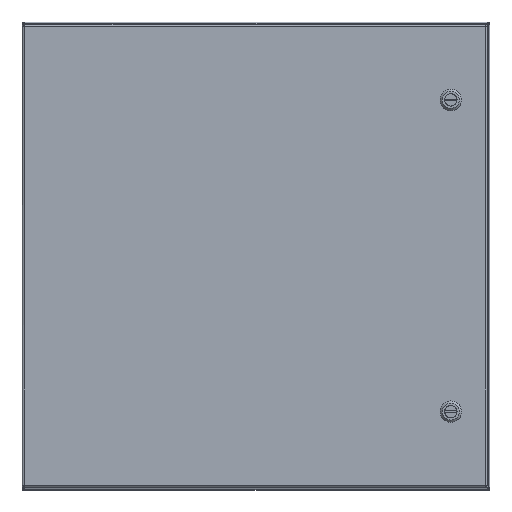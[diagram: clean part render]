
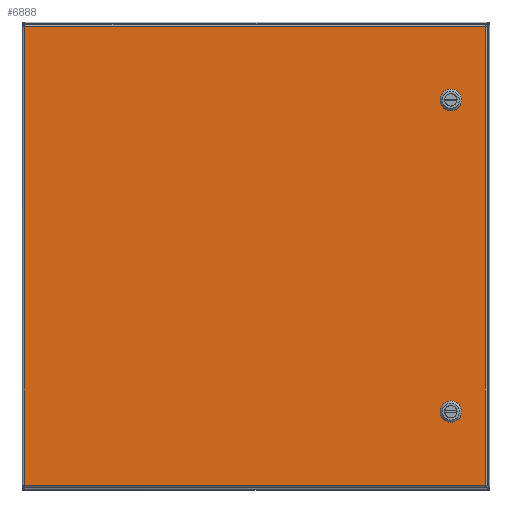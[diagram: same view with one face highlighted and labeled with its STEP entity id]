
A CAD part, top view. The second image highlights one B-rep face of the part: STEP entity #6888.
In plain terms, the highlighted face is planar.
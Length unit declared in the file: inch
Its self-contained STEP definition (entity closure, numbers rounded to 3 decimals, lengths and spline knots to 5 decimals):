
#4945=CARTESIAN_POINT('',(2.08762,4.275,0.0));
#4946=VERTEX_POINT('',#4945);
#4953=CARTESIAN_POINT('',(2.275,4.08762,0.0));
#4954=VERTEX_POINT('',#4953);
#4955=CARTESIAN_POINT('',(1.875,3.875,0.0));
#4956=DIRECTION('',(0.0,0.0,1.0));
#4957=DIRECTION('',(-0.469,-0.883,0.0));
#4958=AXIS2_PLACEMENT_3D('',#4955,#4956,#4957);
#4959=CIRCLE('',#4958,0.453);
#4960=EDGE_CURVE('',#4954,#4946,#4959,.T.);
#4985=CARTESIAN_POINT('',(2.275,3.66238,0.0));
#4986=VERTEX_POINT('',#4985);
#4987=CARTESIAN_POINT('',(2.275,3.66238,0.0));
#4988=DIRECTION('',(0.0,1.0,0.0));
#4989=VECTOR('',#4988,0.42525);
#4990=LINE('',#4987,#4989);
#4991=EDGE_CURVE('',#4986,#4954,#4990,.T.);
#5017=CARTESIAN_POINT('',(2.08762,3.475,0.0));
#5018=VERTEX_POINT('',#5017);
#5019=CARTESIAN_POINT('',(1.875,3.875,0.0));
#5020=DIRECTION('',(0.0,0.0,1.0));
#5021=DIRECTION('',(-0.883,0.469,0.0));
#5022=AXIS2_PLACEMENT_3D('',#5019,#5020,#5021);
#5023=CIRCLE('',#5022,0.453);
#5024=EDGE_CURVE('',#5018,#4986,#5023,.T.);
#5049=CARTESIAN_POINT('',(1.66238,3.475,0.0));
#5050=VERTEX_POINT('',#5049);
#5051=CARTESIAN_POINT('',(1.66238,3.475,0.0));
#5052=DIRECTION('',(1.0,0.0,0.0));
#5053=VECTOR('',#5052,0.42525);
#5054=LINE('',#5051,#5053);
#5055=EDGE_CURVE('',#5050,#5018,#5054,.T.);
#5081=CARTESIAN_POINT('',(1.475,3.66238,0.0));
#5082=VERTEX_POINT('',#5081);
#5083=CARTESIAN_POINT('',(1.875,3.875,0.0));
#5084=DIRECTION('',(0.0,0.0,1.0));
#5085=DIRECTION('',(0.469,0.883,0.0));
#5086=AXIS2_PLACEMENT_3D('',#5083,#5084,#5085);
#5087=CIRCLE('',#5086,0.453);
#5088=EDGE_CURVE('',#5082,#5050,#5087,.T.);
#5113=CARTESIAN_POINT('',(1.475,4.08762,0.0));
#5114=VERTEX_POINT('',#5113);
#5115=CARTESIAN_POINT('',(1.475,4.08762,0.0));
#5116=DIRECTION('',(0.0,-1.0,0.0));
#5117=VECTOR('',#5116,0.42525);
#5118=LINE('',#5115,#5117);
#5119=EDGE_CURVE('',#5114,#5082,#5118,.T.);
#5145=CARTESIAN_POINT('',(1.66238,4.275,0.0));
#5146=VERTEX_POINT('',#5145);
#5147=CARTESIAN_POINT('',(1.875,3.875,0.0));
#5148=DIRECTION('',(0.0,0.0,1.0));
#5149=DIRECTION('',(0.883,-0.469,0.0));
#5150=AXIS2_PLACEMENT_3D('',#5147,#5148,#5149);
#5151=CIRCLE('',#5150,0.453);
#5152=EDGE_CURVE('',#5146,#5114,#5151,.T.);
#5175=CARTESIAN_POINT('',(2.08762,4.275,0.0));
#5176=DIRECTION('',(-1.0,0.0,0.0));
#5177=VECTOR('',#5176,0.42525);
#5178=LINE('',#5175,#5177);
#5179=EDGE_CURVE('',#4946,#5146,#5178,.T.);
#5201=CARTESIAN_POINT('',(2.08762,20.275,0.0));
#5202=VERTEX_POINT('',#5201);
#5209=CARTESIAN_POINT('',(2.275,20.08762,0.0));
#5210=VERTEX_POINT('',#5209);
#5211=CARTESIAN_POINT('',(1.875,19.875,0.0));
#5212=DIRECTION('',(0.0,0.0,1.0));
#5213=DIRECTION('',(-0.469,-0.883,0.0));
#5214=AXIS2_PLACEMENT_3D('',#5211,#5212,#5213);
#5215=CIRCLE('',#5214,0.453);
#5216=EDGE_CURVE('',#5210,#5202,#5215,.T.);
#5241=CARTESIAN_POINT('',(2.275,19.66238,0.0));
#5242=VERTEX_POINT('',#5241);
#5243=CARTESIAN_POINT('',(2.275,19.66238,0.0));
#5244=DIRECTION('',(0.0,1.0,0.0));
#5245=VECTOR('',#5244,0.42525);
#5246=LINE('',#5243,#5245);
#5247=EDGE_CURVE('',#5242,#5210,#5246,.T.);
#5273=CARTESIAN_POINT('',(2.08762,19.475,0.0));
#5274=VERTEX_POINT('',#5273);
#5275=CARTESIAN_POINT('',(1.875,19.875,0.0));
#5276=DIRECTION('',(0.0,0.0,1.0));
#5277=DIRECTION('',(-0.883,0.469,0.0));
#5278=AXIS2_PLACEMENT_3D('',#5275,#5276,#5277);
#5279=CIRCLE('',#5278,0.453);
#5280=EDGE_CURVE('',#5274,#5242,#5279,.T.);
#5305=CARTESIAN_POINT('',(1.66238,19.475,0.0));
#5306=VERTEX_POINT('',#5305);
#5307=CARTESIAN_POINT('',(1.66238,19.475,0.0));
#5308=DIRECTION('',(1.0,0.0,0.0));
#5309=VECTOR('',#5308,0.42525);
#5310=LINE('',#5307,#5309);
#5311=EDGE_CURVE('',#5306,#5274,#5310,.T.);
#5337=CARTESIAN_POINT('',(1.475,19.66238,0.0));
#5338=VERTEX_POINT('',#5337);
#5339=CARTESIAN_POINT('',(1.875,19.875,0.0));
#5340=DIRECTION('',(0.0,0.0,1.0));
#5341=DIRECTION('',(0.469,0.883,0.0));
#5342=AXIS2_PLACEMENT_3D('',#5339,#5340,#5341);
#5343=CIRCLE('',#5342,0.453);
#5344=EDGE_CURVE('',#5338,#5306,#5343,.T.);
#5369=CARTESIAN_POINT('',(1.475,20.08762,0.0));
#5370=VERTEX_POINT('',#5369);
#5371=CARTESIAN_POINT('',(1.475,20.08762,0.0));
#5372=DIRECTION('',(0.0,-1.0,0.0));
#5373=VECTOR('',#5372,0.42525);
#5374=LINE('',#5371,#5373);
#5375=EDGE_CURVE('',#5370,#5338,#5374,.T.);
#5401=CARTESIAN_POINT('',(1.66238,20.275,0.0));
#5402=VERTEX_POINT('',#5401);
#5403=CARTESIAN_POINT('',(1.875,19.875,0.0));
#5404=DIRECTION('',(0.0,0.0,1.0));
#5405=DIRECTION('',(0.883,-0.469,0.0));
#5406=AXIS2_PLACEMENT_3D('',#5403,#5404,#5405);
#5407=CIRCLE('',#5406,0.453);
#5408=EDGE_CURVE('',#5402,#5370,#5407,.T.);
#5431=CARTESIAN_POINT('',(2.08762,20.275,0.0));
#5432=DIRECTION('',(-1.0,0.0,0.0));
#5433=VECTOR('',#5432,0.42525);
#5434=LINE('',#5431,#5433);
#5435=EDGE_CURVE('',#5202,#5402,#5434,.T.);
#5886=CARTESIAN_POINT('',(23.76975,0.10525,0.));
#5887=VERTEX_POINT('',#5886);
#5898=CARTESIAN_POINT('',(23.76975,23.64475,0.));
#5899=VERTEX_POINT('',#5898);
#5900=CARTESIAN_POINT('',(23.76975,23.64475,0.0));
#5901=DIRECTION('',(0.0,-1.0,0.0));
#5902=VECTOR('',#5901,23.5395);
#5903=LINE('',#5900,#5902);
#5904=EDGE_CURVE('',#5899,#5887,#5903,.T.);
#6056=CARTESIAN_POINT('',(0.10525,0.10525,0.));
#6057=VERTEX_POINT('',#6056);
#6068=CARTESIAN_POINT('',(23.76975,0.10525,0.0));
#6069=DIRECTION('',(-1.0,0.0,0.0));
#6070=VECTOR('',#6069,23.6645);
#6071=LINE('',#6068,#6070);
#6072=EDGE_CURVE('',#5887,#6057,#6071,.T.);
#6333=CARTESIAN_POINT('',(0.10525,23.64475,0.));
#6334=VERTEX_POINT('',#6333);
#6345=CARTESIAN_POINT('',(0.10525,0.10525,0.0));
#6346=DIRECTION('',(0.0,1.0,0.0));
#6347=VECTOR('',#6346,23.5395);
#6348=LINE('',#6345,#6347);
#6349=EDGE_CURVE('',#6057,#6334,#6348,.T.);
#6614=CARTESIAN_POINT('',(0.10525,23.64475,0.0));
#6615=DIRECTION('',(1.0,0.0,0.0));
#6616=VECTOR('',#6615,23.6645);
#6617=LINE('',#6614,#6616);
#6618=EDGE_CURVE('',#6334,#5899,#6617,.T.);
#6857=CARTESIAN_POINT('',(11.9375,11.875,0.0));
#6858=DIRECTION('',(0.0,0.0,1.0));
#6859=DIRECTION('',(1.0,0.0,0.0));
#6860=AXIS2_PLACEMENT_3D('',#6857,#6858,#6859);
#6861=PLANE('',#6860);
#6862=ORIENTED_EDGE('',*,*,#5904,.T.);
#6863=ORIENTED_EDGE('',*,*,#6072,.T.);
#6864=ORIENTED_EDGE('',*,*,#6349,.T.);
#6865=ORIENTED_EDGE('',*,*,#6618,.T.);
#6866=EDGE_LOOP('',(#6862,#6863,#6864,#6865));
#6867=FACE_OUTER_BOUND('',#6866,.T.);
#6868=ORIENTED_EDGE('',*,*,#4960,.T.);
#6869=ORIENTED_EDGE('',*,*,#5179,.T.);
#6870=ORIENTED_EDGE('',*,*,#5152,.T.);
#6871=ORIENTED_EDGE('',*,*,#5119,.T.);
#6872=ORIENTED_EDGE('',*,*,#5088,.T.);
#6873=ORIENTED_EDGE('',*,*,#5055,.T.);
#6874=ORIENTED_EDGE('',*,*,#5024,.T.);
#6875=ORIENTED_EDGE('',*,*,#4991,.T.);
#6876=EDGE_LOOP('',(#6868,#6869,#6870,#6871,#6872,#6873,#6874,#6875));
#6877=FACE_BOUND('',#6876,.T.);
#6878=ORIENTED_EDGE('',*,*,#5216,.T.);
#6879=ORIENTED_EDGE('',*,*,#5435,.T.);
#6880=ORIENTED_EDGE('',*,*,#5408,.T.);
#6881=ORIENTED_EDGE('',*,*,#5375,.T.);
#6882=ORIENTED_EDGE('',*,*,#5344,.T.);
#6883=ORIENTED_EDGE('',*,*,#5311,.T.);
#6884=ORIENTED_EDGE('',*,*,#5280,.T.);
#6885=ORIENTED_EDGE('',*,*,#5247,.T.);
#6886=EDGE_LOOP('',(#6878,#6879,#6880,#6881,#6882,#6883,#6884,#6885));
#6887=FACE_BOUND('',#6886,.T.);
#6888=ADVANCED_FACE('',(#6867,#6877,#6887),#6861,.F.);
